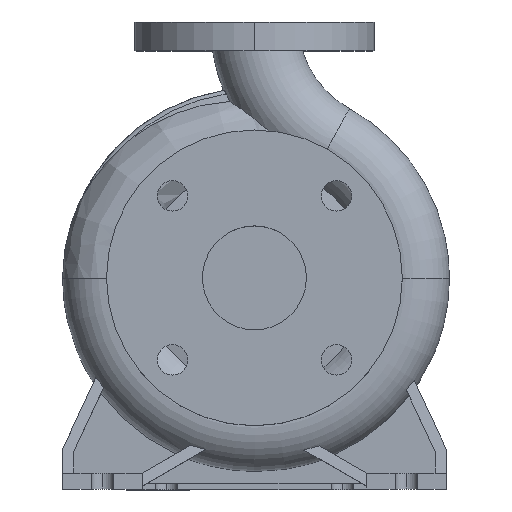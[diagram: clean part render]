
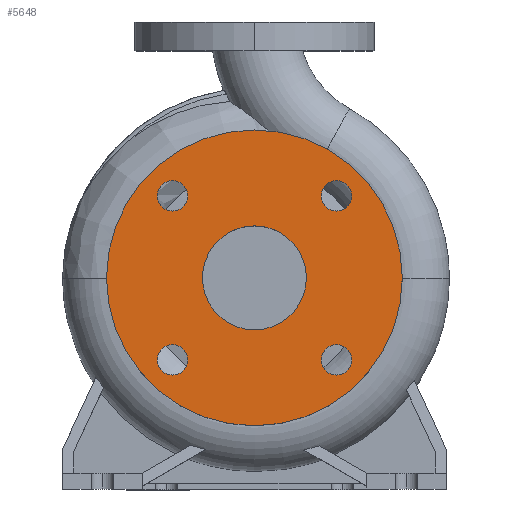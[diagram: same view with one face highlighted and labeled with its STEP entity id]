
A CAD part, top view. The second image highlights one B-rep face of the part: STEP entity #5648.
In plain terms, the highlighted planar face has unit normal (0, 0, 1).
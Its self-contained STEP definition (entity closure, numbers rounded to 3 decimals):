
#3 = ORIENTED_EDGE ( 'NONE', *, *, #3328, .F. ) ;
#222 = DIRECTION ( 'NONE',  ( 0., -1., 0. ) ) ;
#247 = DIRECTION ( 'NONE',  ( 0., 0., 1. ) ) ;
#371 = ORIENTED_EDGE ( 'NONE', *, *, #3600, .F. ) ;
#378 = VERTEX_POINT ( 'NONE', #4175 ) ;
#412 = AXIS2_PLACEMENT_3D ( 'NONE', #1926, #916, #1793 ) ;
#478 = FACE_BOUND ( 'NONE', #5142, .T. ) ;
#485 = CIRCLE ( 'NONE', #3374, 9.5 ) ;
#556 = ORIENTED_EDGE ( 'NONE', *, *, #2133, .F. ) ;
#574 = ORIENTED_EDGE ( 'NONE', *, *, #1985, .F. ) ;
#586 = CIRCLE ( 'NONE', #5586, 92.5 ) ;
#658 = ORIENTED_EDGE ( 'NONE', *, *, #4064, .F. ) ;
#798 = VERTEX_POINT ( 'NONE', #5424 ) ;
#916 = DIRECTION ( 'NONE',  ( 0., 0., 1. ) ) ;
#1056 = DIRECTION ( 'NONE',  ( 0., -1., 0. ) ) ;
#1063 = DIRECTION ( 'NONE',  ( 0., -1., 0. ) ) ;
#1065 = VERTEX_POINT ( 'NONE', #5724 ) ;
#1089 = EDGE_CURVE ( 'NONE', #5384, #5406, #1420, .T. ) ;
#1123 = DIRECTION ( 'NONE',  ( 0., 0., 1. ) ) ;
#1124 = CIRCLE ( 'NONE', #1984, 32.5 ) ;
#1331 = CIRCLE ( 'NONE', #3781, 9.5 ) ;
#1380 = CARTESIAN_POINT ( 'NONE',  ( 0., 32.5, 80. ) ) ;
#1389 = FACE_BOUND ( 'NONE', #5543, .T. ) ;
#1420 = CIRCLE ( 'NONE', #2400, 9.5 ) ;
#1421 = CARTESIAN_POINT ( 'NONE',  ( -51.265, -60.765, 80. ) ) ;
#1507 = VERTEX_POINT ( 'NONE', #1380 ) ;
#1762 = CARTESIAN_POINT ( 'NONE',  ( -51.265, 51.265, 80. ) ) ;
#1793 = DIRECTION ( 'NONE',  ( 0., -1., 0. ) ) ;
#1926 = CARTESIAN_POINT ( 'NONE',  ( 0., 0., 80. ) ) ;
#1952 = DIRECTION ( 'NONE',  ( 0., 0., 1. ) ) ;
#1984 = AXIS2_PLACEMENT_3D ( 'NONE', #3810, #3871, #3413 ) ;
#1985 = EDGE_CURVE ( 'NONE', #4900, #4647, #1331, .T. ) ;
#1987 = FACE_BOUND ( 'NONE', #4867, .T. ) ;
#2133 = EDGE_CURVE ( 'NONE', #3003, #6603, #3251, .T. ) ;
#2316 = AXIS2_PLACEMENT_3D ( 'NONE', #1762, #2837, #2346 ) ;
#2320 = CARTESIAN_POINT ( 'NONE',  ( 51.265, -51.265, 80. ) ) ;
#2346 = DIRECTION ( 'NONE',  ( 0., -1., 0. ) ) ;
#2356 = DIRECTION ( 'NONE',  ( 0., 0., 1. ) ) ;
#2400 = AXIS2_PLACEMENT_3D ( 'NONE', #6199, #1123, #1056 ) ;
#2442 = DIRECTION ( 'NONE',  ( 1., 0., 0. ) ) ;
#2470 = ORIENTED_EDGE ( 'NONE', *, *, #4006, .F. ) ;
#2584 = EDGE_LOOP ( 'NONE', ( #3117, #5133 ) ) ;
#2837 = DIRECTION ( 'NONE',  ( 0., 0., 1. ) ) ;
#2939 = CARTESIAN_POINT ( 'NONE',  ( 51.265, -51.265, 80. ) ) ;
#2956 = CARTESIAN_POINT ( 'NONE',  ( 0., 92.5, 80. ) ) ;
#3003 = VERTEX_POINT ( 'NONE', #5978 ) ;
#3117 = ORIENTED_EDGE ( 'NONE', *, *, #3217, .T. ) ;
#3192 = EDGE_LOOP ( 'NONE', ( #2470, #5629 ) ) ;
#3206 = CARTESIAN_POINT ( 'NONE',  ( -51.265, -51.265, 80. ) ) ;
#3217 = EDGE_CURVE ( 'NONE', #5474, #378, #586, .T. ) ;
#3251 = CIRCLE ( 'NONE', #4303, 9.5 ) ;
#3303 = DIRECTION ( 'NONE',  ( 0., 0., 1. ) ) ;
#3328 = EDGE_CURVE ( 'NONE', #5406, #5384, #3369, .T. ) ;
#3369 = CIRCLE ( 'NONE', #2316, 9.5 ) ;
#3374 = AXIS2_PLACEMENT_3D ( 'NONE', #4818, #247, #6220 ) ;
#3413 = DIRECTION ( 'NONE',  ( 0., -1., 0. ) ) ;
#3427 = FACE_OUTER_BOUND ( 'NONE', #2584, .T. ) ;
#3457 = CARTESIAN_POINT ( 'NONE',  ( 0., 0., 80. ) ) ;
#3486 = CIRCLE ( 'NONE', #6479, 9.5 ) ;
#3490 = DIRECTION ( 'NONE',  ( 0., 1., 0. ) ) ;
#3493 = AXIS2_PLACEMENT_3D ( 'NONE', #5780, #5314, #3827 ) ;
#3505 = AXIS2_PLACEMENT_3D ( 'NONE', #3457, #1952, #5544 ) ;
#3554 = CARTESIAN_POINT ( 'NONE',  ( 60.765, 51.265, 80. ) ) ;
#3597 = AXIS2_PLACEMENT_3D ( 'NONE', #2956, #6509, #3490 ) ;
#3600 = EDGE_CURVE ( 'NONE', #6603, #3003, #485, .T. ) ;
#3704 = DIRECTION ( 'NONE',  ( 0., 0., 1. ) ) ;
#3781 = AXIS2_PLACEMENT_3D ( 'NONE', #3206, #3303, #222 ) ;
#3810 = CARTESIAN_POINT ( 'NONE',  ( 0., 0., 80. ) ) ;
#3827 = DIRECTION ( 'NONE',  ( 0., -1., 0. ) ) ;
#3871 = DIRECTION ( 'NONE',  ( 0., 0., 1. ) ) ;
#3939 = CARTESIAN_POINT ( 'NONE',  ( -51.265, 60.765, 80. ) ) ;
#3942 = ORIENTED_EDGE ( 'NONE', *, *, #5444, .F. ) ;
#4006 = EDGE_CURVE ( 'NONE', #798, #1507, #1124, .T. ) ;
#4064 = EDGE_CURVE ( 'NONE', #1065, #5660, #5492, .T. ) ;
#4140 = CIRCLE ( 'NONE', #3493, 9.5 ) ;
#4143 = EDGE_CURVE ( 'NONE', #5660, #1065, #3486, .T. ) ;
#4175 = CARTESIAN_POINT ( 'NONE',  ( 0., 92.5, 80. ) ) ;
#4303 = AXIS2_PLACEMENT_3D ( 'NONE', #4863, #4894, #2442 ) ;
#4334 = DIRECTION ( 'NONE',  ( 0., -1., 0. ) ) ;
#4447 = PLANE ( 'NONE',  #3597 ) ;
#4495 = ORIENTED_EDGE ( 'NONE', *, *, #1089, .F. ) ;
#4647 = VERTEX_POINT ( 'NONE', #1421 ) ;
#4662 = CIRCLE ( 'NONE', #412, 32.5 ) ;
#4665 = CIRCLE ( 'NONE', #3505, 92.5 ) ;
#4720 = EDGE_CURVE ( 'NONE', #1507, #798, #4662, .T. ) ;
#4818 = CARTESIAN_POINT ( 'NONE',  ( 51.265, 51.265, 80. ) ) ;
#4863 = CARTESIAN_POINT ( 'NONE',  ( 51.265, 51.265, 80. ) ) ;
#4867 = EDGE_LOOP ( 'NONE', ( #3942, #574 ) ) ;
#4894 = DIRECTION ( 'NONE',  ( 0., 0., 1. ) ) ;
#4900 = VERTEX_POINT ( 'NONE', #6540 ) ;
#4967 = DIRECTION ( 'NONE',  ( 0., 0., 1. ) ) ;
#4986 = CARTESIAN_POINT ( 'NONE',  ( 51.265, -60.765, 80. ) ) ;
#5133 = ORIENTED_EDGE ( 'NONE', *, *, #5592, .T. ) ;
#5142 = EDGE_LOOP ( 'NONE', ( #5413, #658 ) ) ;
#5301 = EDGE_LOOP ( 'NONE', ( #3, #4495 ) ) ;
#5314 = DIRECTION ( 'NONE',  ( 0., 0., 1. ) ) ;
#5384 = VERTEX_POINT ( 'NONE', #3939 ) ;
#5406 = VERTEX_POINT ( 'NONE', #6351 ) ;
#5413 = ORIENTED_EDGE ( 'NONE', *, *, #4143, .F. ) ;
#5424 = CARTESIAN_POINT ( 'NONE',  ( 0., -32.5, 80. ) ) ;
#5444 = EDGE_CURVE ( 'NONE', #4647, #4900, #4140, .T. ) ;
#5474 = VERTEX_POINT ( 'NONE', #6367 ) ;
#5492 = CIRCLE ( 'NONE', #6361, 9.5 ) ;
#5543 = EDGE_LOOP ( 'NONE', ( #371, #556 ) ) ;
#5544 = DIRECTION ( 'NONE',  ( 0., -1., 0. ) ) ;
#5555 = DIRECTION ( 'NONE',  ( 0., -1., 0. ) ) ;
#5586 = AXIS2_PLACEMENT_3D ( 'NONE', #5628, #3704, #1063 ) ;
#5592 = EDGE_CURVE ( 'NONE', #378, #5474, #4665, .T. ) ;
#5628 = CARTESIAN_POINT ( 'NONE',  ( 0., 0., 80. ) ) ;
#5629 = ORIENTED_EDGE ( 'NONE', *, *, #4720, .F. ) ;
#5648 = ADVANCED_FACE ( 'NONE', ( #5959, #1389, #6565, #3427, #1987, #478 ), #4447, .F. ) ;
#5660 = VERTEX_POINT ( 'NONE', #4986 ) ;
#5724 = CARTESIAN_POINT ( 'NONE',  ( 51.265, -41.765, 80. ) ) ;
#5780 = CARTESIAN_POINT ( 'NONE',  ( -51.265, -51.265, 80. ) ) ;
#5959 = FACE_BOUND ( 'NONE', #5301, .T. ) ;
#5978 = CARTESIAN_POINT ( 'NONE',  ( 41.765, 51.265, 80. ) ) ;
#6199 = CARTESIAN_POINT ( 'NONE',  ( -51.265, 51.265, 80. ) ) ;
#6220 = DIRECTION ( 'NONE',  ( 1., 0., 0. ) ) ;
#6351 = CARTESIAN_POINT ( 'NONE',  ( -51.265, 41.765, 80. ) ) ;
#6361 = AXIS2_PLACEMENT_3D ( 'NONE', #2320, #2356, #4334 ) ;
#6367 = CARTESIAN_POINT ( 'NONE',  ( 0., -92.5, 80. ) ) ;
#6479 = AXIS2_PLACEMENT_3D ( 'NONE', #2939, #4967, #5555 ) ;
#6509 = DIRECTION ( 'NONE',  ( 0., 0., -1. ) ) ;
#6540 = CARTESIAN_POINT ( 'NONE',  ( -51.265, -41.765, 80. ) ) ;
#6565 = FACE_BOUND ( 'NONE', #3192, .T. ) ;
#6603 = VERTEX_POINT ( 'NONE', #3554 ) ;
